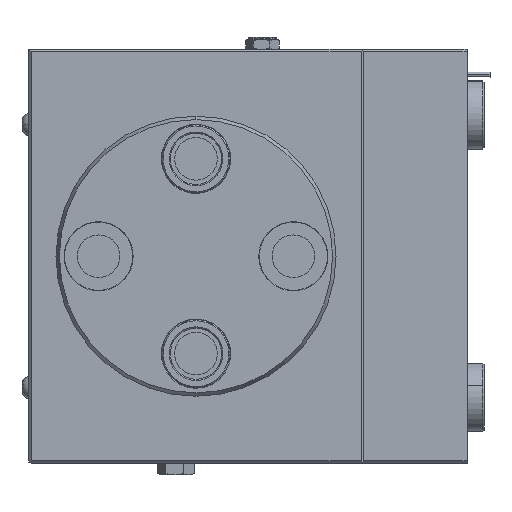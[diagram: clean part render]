
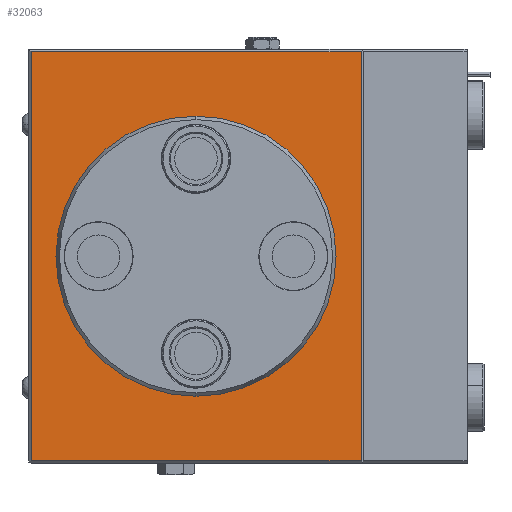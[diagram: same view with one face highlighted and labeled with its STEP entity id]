
A CAD part, left-side view. The second image highlights one B-rep face of the part: STEP entity #32063.
In plain terms, the highlighted face is planar.
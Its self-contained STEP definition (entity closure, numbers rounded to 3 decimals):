
#139 = CARTESIAN_POINT ( 'NONE',  ( 0., 0.05, 30. ) ) ;
#262 = VERTEX_POINT ( 'NONE', #29019 ) ;
#501 = LINE ( 'NONE', #15315, #11559 ) ;
#963 = CARTESIAN_POINT ( 'NONE',  ( -84., -67.75, 30. ) ) ;
#3651 = ORIENTED_EDGE ( 'NONE', *, *, #15090, .T. ) ;
#4308 = EDGE_CURVE ( 'NONE', #262, #13624, #38752, .T. ) ;
#4519 = CARTESIAN_POINT ( 'NONE',  ( 0., 0.05, 30. ) ) ;
#4796 = CARTESIAN_POINT ( 'NONE',  ( 0., 0., 30. ) ) ;
#5887 = EDGE_LOOP ( 'NONE', ( #14928, #42493 ) ) ;
#6715 = VERTEX_POINT ( 'NONE', #963 ) ;
#8070 = EDGE_CURVE ( 'NONE', #30533, #21677, #25274, .T. ) ;
#11559 = VECTOR ( 'NONE', #36374, 1000. ) ;
#11917 = CARTESIAN_POINT ( 'NONE',  ( -84., 0., 30. ) ) ;
#13137 = VERTEX_POINT ( 'NONE', #40039 ) ;
#13624 = VERTEX_POINT ( 'NONE', #37058 ) ;
#14514 = CARTESIAN_POINT ( 'NONE',  ( -84., 67.75, 30. ) ) ;
#14928 = ORIENTED_EDGE ( 'NONE', *, *, #26903, .F. ) ;
#15090 = EDGE_CURVE ( 'NONE', #13137, #30533, #501, .T. ) ;
#15315 = CARTESIAN_POINT ( 'NONE',  ( 84., 0., 30. ) ) ;
#17873 = DIRECTION ( 'NONE',  ( 0., 0., 1. ) ) ;
#19299 = ORIENTED_EDGE ( 'NONE', *, *, #8070, .T. ) ;
#19817 = AXIS2_PLACEMENT_3D ( 'NONE', #4519, #28907, #39877 ) ;
#19845 = CARTESIAN_POINT ( 'NONE',  ( 84., 67.75, 30. ) ) ;
#19893 = DIRECTION ( 'NONE',  ( 1., 0., 0. ) ) ;
#21677 = VERTEX_POINT ( 'NONE', #14514 ) ;
#22005 = LINE ( 'NONE', #11917, #31330 ) ;
#22027 = DIRECTION ( 'NONE',  ( 0., -1., 0. ) ) ;
#22838 = ORIENTED_EDGE ( 'NONE', *, *, #37971, .T. ) ;
#23059 = EDGE_CURVE ( 'NONE', #6715, #13137, #25913, .T. ) ;
#23375 = EDGE_LOOP ( 'NONE', ( #42962, #3651, #19299, #22838 ) ) ;
#24402 = FACE_OUTER_BOUND ( 'NONE', #23375, .T. ) ;
#25274 = LINE ( 'NONE', #35926, #44068 ) ;
#25913 = LINE ( 'NONE', #29135, #29223 ) ;
#26903 = EDGE_CURVE ( 'NONE', #13624, #262, #41273, .T. ) ;
#28907 = DIRECTION ( 'NONE',  ( 0., 0., 1. ) ) ;
#29019 = CARTESIAN_POINT ( 'NONE',  ( -57.5, 0.05, 30. ) ) ;
#29135 = CARTESIAN_POINT ( 'NONE',  ( 0., -67.75, 30. ) ) ;
#29223 = VECTOR ( 'NONE', #36099, 1000. ) ;
#30533 = VERTEX_POINT ( 'NONE', #19845 ) ;
#31330 = VECTOR ( 'NONE', #22027, 1000. ) ;
#32063 = ADVANCED_FACE ( 'NONE', ( #24402, #42630 ), #43422, .F. ) ;
#33716 = DIRECTION ( 'NONE',  ( -1., 0., 0. ) ) ;
#35926 = CARTESIAN_POINT ( 'NONE',  ( 0., 67.75, 30. ) ) ;
#36099 = DIRECTION ( 'NONE',  ( 1., 0., 0. ) ) ;
#36374 = DIRECTION ( 'NONE',  ( 0., 1., 0. ) ) ;
#37058 = CARTESIAN_POINT ( 'NONE',  ( 57.5, 0.05, 30. ) ) ;
#37971 = EDGE_CURVE ( 'NONE', #21677, #6715, #22005, .T. ) ;
#38752 = CIRCLE ( 'NONE', #44059, 57.5 ) ;
#39861 = DIRECTION ( 'NONE',  ( -1., 0., 0. ) ) ;
#39877 = DIRECTION ( 'NONE',  ( 1., 0., 0. ) ) ;
#40039 = CARTESIAN_POINT ( 'NONE',  ( 84., -67.75, 30. ) ) ;
#40056 = AXIS2_PLACEMENT_3D ( 'NONE', #4796, #43586, #39861 ) ;
#41273 = CIRCLE ( 'NONE', #19817, 57.5 ) ;
#42493 = ORIENTED_EDGE ( 'NONE', *, *, #4308, .F. ) ;
#42630 = FACE_BOUND ( 'NONE', #5887, .T. ) ;
#42962 = ORIENTED_EDGE ( 'NONE', *, *, #23059, .T. ) ;
#43422 = PLANE ( 'NONE',  #40056 ) ;
#43586 = DIRECTION ( 'NONE',  ( 0., 0., -1. ) ) ;
#44059 = AXIS2_PLACEMENT_3D ( 'NONE', #139, #17873, #19893 ) ;
#44068 = VECTOR ( 'NONE', #33716, 1000. ) ;
